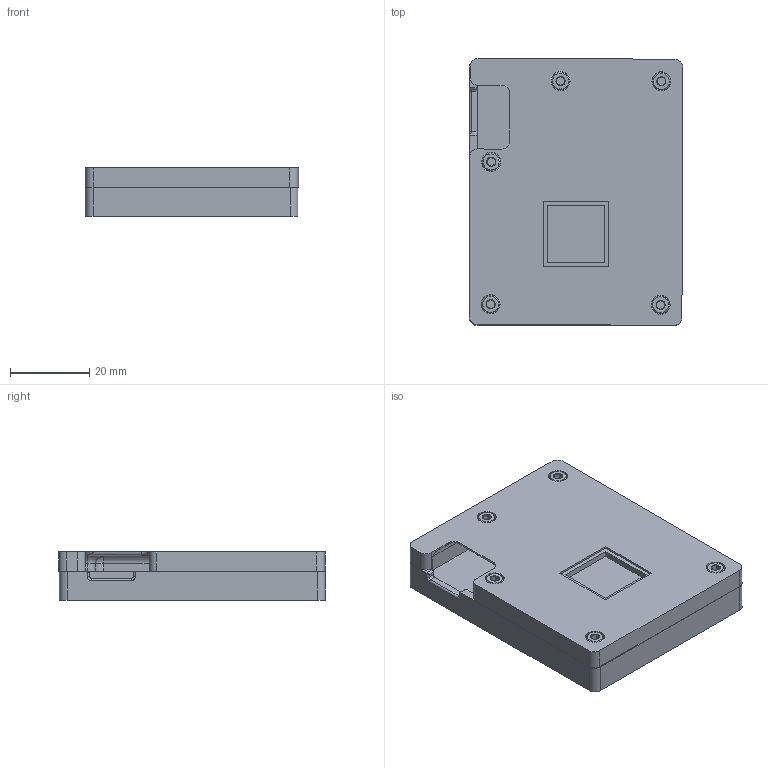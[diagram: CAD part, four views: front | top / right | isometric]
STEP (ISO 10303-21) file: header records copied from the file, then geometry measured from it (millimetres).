
FILE_DESCRIPTION(/* description */ ('STEP AP242','CAx-IF Rec.Pracs.---Representation and Presentation of Product Manufacturing Information (PMI)---4.0---2014-10-13','CAx-IF Rec.Pracs.---3D Tessellated Geometry---0.4---2014-09-14','2;1'),/* implementation_level */ '2;1');
FILE_NAME(/* name */ '6581099ada992e554c5a69ed',/* time_stamp */ '2023-12-19T03:10:19Z',/* author */ (''),/* organization */ (''),/* preprocessor_version */ 'ST-DEVELOPER v19.4',/* originating_system */ ' ',/* authorisation */ ' ');
FILE_SCHEMA (('AP242_MANAGED_MODEL_BASED_3D_ENGINEERING_MIM_LF { 1 0 10303 442 1 1 4 }'));
Length unit declared in the file: metre
Products named in the file (4): Assembly 1; Part 1; 91292A012_18-8 Stainless Steel Socket Head Screw
Assembly tree (7 placements, depth 2):
  Assembly 1
    Part 1
    91292A012_18-8 Stainless Steel Socket Head Screw  x5
    Part 1
Bounding box: 54.02 x 67.53 x 12.3 mm (x, y, z)
Volume: 17844 mm3; surface area: 19982.7 mm2
Topology: 7 solids, 7 shells, 345 faces, 1487 edges, 1169 vertices
Faces by surface type: plane 162, cylinder 90, cone 50, bspline 19, torus 18, sphere 6
Full cylindrical faces by diameter (mm): 2.77 x6, 2.8 x4, 4.5 x5, 4.8 x2
Entity records: 10759 total; most frequent: CARTESIAN_POINT 4312, ORIENTED_EDGE 1438, DIRECTION 1223, EDGE_CURVE 719, VERTEX_POINT 511, AXIS2_PLACEMENT_3D 428, LINE 367, VECTOR 367
